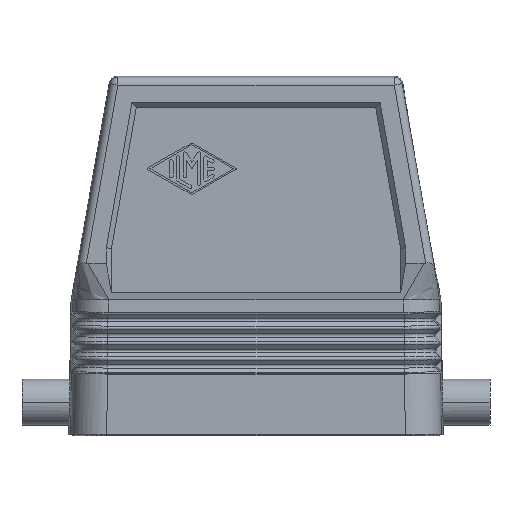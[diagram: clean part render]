
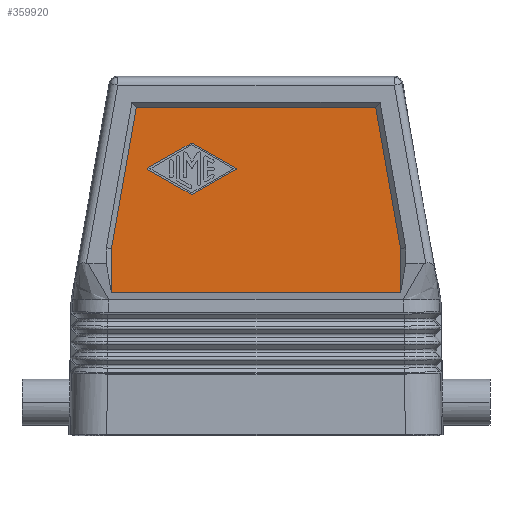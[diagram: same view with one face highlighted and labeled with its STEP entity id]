
A CAD part, left-side view. The second image highlights one B-rep face of the part: STEP entity #359920.
In plain terms, the highlighted planar face has unit normal (-1, 0, 0).
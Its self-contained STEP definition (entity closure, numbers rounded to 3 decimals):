
#31430=CARTESIAN_POINT('',(74.12,54.827,
50.993));
#31440=DIRECTION('',(1.,0.,0.));
#31450=DIRECTION('',(0.,1.,0.));
#31460=AXIS2_PLACEMENT_3D('',#31430,#31440,#31450);
#31470=PLANE('',#31460);
#207530=CARTESIAN_POINT('',(74.12,-0.759,
27.871));
#207540=VERTEX_POINT('',#207530);
#207570=CARTESIAN_POINT('',(74.12,-0.759,
34.229));
#207580=DIRECTION('',(0.,0.,1.));
#207590=VECTOR('',#207580,1.);
#207600=LINE('',#207570,#207590);
#207610=CARTESIAN_POINT('',(74.12,-0.759,
36.494));
#207620=VERTEX_POINT('',#207610);
#207630=EDGE_CURVE('',#207540,#207620,#207600,.T.);
#265060=CARTESIAN_POINT('',(74.12,-1.158,
34.229));
#265070=DIRECTION('',(0.,0.174,0.985));
#265080=VECTOR('',#265070,1.);
#265090=LINE('',#265060,#265080);
#265100=CARTESIAN_POINT('',(74.12,4.087,
64.));
#265110=VERTEX_POINT('',#265100);
#265120=EDGE_CURVE('',#207620,#265110,#265090,.T.);
#357810=CARTESIAN_POINT('',(74.12,25.163,
64.));
#357820=DIRECTION('',(0.,1.,0.));
#357830=VECTOR('',#357820,1.);
#357840=LINE('',#357810,#357830);
#357850=CARTESIAN_POINT('',(74.12,50.734,
64.));
#357860=VERTEX_POINT('',#357850);
#357870=EDGE_CURVE('',#265110,#357860,#357840,.T.);
#358190=CARTESIAN_POINT('',(74.12,55.979,
34.229));
#358200=DIRECTION('',(0.,-0.174,0.985));
#358210=VECTOR('',#358200,1.);
#358220=LINE('',#358190,#358210);
#358230=CARTESIAN_POINT('',(74.12,55.579,
36.5));
#358240=VERTEX_POINT('',#358230);
#358250=EDGE_CURVE('',#358240,#357860,#358220,.T.);
#358760=CARTESIAN_POINT('',(74.12,55.579,
34.229));
#358770=DIRECTION('',(0.,0.,1.));
#358780=VECTOR('',#358770,1.);
#358790=LINE('',#358760,#358780);
#358800=CARTESIAN_POINT('',(74.12,55.579,
27.871));
#358810=VERTEX_POINT('',#358800);
#358820=EDGE_CURVE('',#358810,#358240,#358790,.T.);
#359090=CARTESIAN_POINT('',(74.12,31.407,52.));
#359100=DIRECTION('',(-1.,0.,0.));
#359110=DIRECTION('',(0.,-1.,0.));
#359120=AXIS2_PLACEMENT_3D('',#359090,#359100,#359110);
#359130=CIRCLE('',#359120,0.167);
#359140=CARTESIAN_POINT('',(74.12,31.324,
51.855));
#359150=VERTEX_POINT('',#359140);
#359160=CARTESIAN_POINT('',(74.12,31.324,
52.145));
#359170=VERTEX_POINT('',#359160);
#359180=EDGE_CURVE('',#359150,#359170,#359130,.T.);
#359190=ORIENTED_EDGE('',*,*,#359180,.F.);
#359200=CARTESIAN_POINT('',(74.12,25.163,
48.623));
#359210=DIRECTION('',(0.,0.868,0.496));
#359220=VECTOR('',#359210,1.);
#359230=LINE('',#359200,#359220);
#359240=CARTESIAN_POINT('',(74.12,39.74,
56.956));
#359250=VERTEX_POINT('',#359240);
#359260=EDGE_CURVE('',#359170,#359250,#359230,.T.);
#359270=ORIENTED_EDGE('',*,*,#359260,.F.);
#359280=CARTESIAN_POINT('',(74.12,39.906,56.666));
#359290=DIRECTION('',(-1.,0.,0.));
#359300=DIRECTION('',(0.,-1.,0.));
#359310=AXIS2_PLACEMENT_3D('',#359280,#359290,#359300);
#359320=CIRCLE('',#359310,0.333);
#359330=CARTESIAN_POINT('',(74.12,40.071,
56.956));
#359340=VERTEX_POINT('',#359330);
#359350=EDGE_CURVE('',#359250,#359340,#359320,.T.);
#359360=ORIENTED_EDGE('',*,*,#359350,.F.);
#359370=CARTESIAN_POINT('',(74.12,25.163,
65.477));
#359380=DIRECTION('',(0.,0.868,-0.496));
#359390=VECTOR('',#359380,1.);
#359400=LINE('',#359370,#359390);
#359410=CARTESIAN_POINT('',(74.12,48.487,
52.145));
#359420=VERTEX_POINT('',#359410);
#359430=EDGE_CURVE('',#359340,#359420,#359400,.T.);
#359440=ORIENTED_EDGE('',*,*,#359430,.F.);
#359450=CARTESIAN_POINT('',(74.12,48.405,52.));
#359460=DIRECTION('',(-1.,0.,0.));
#359470=DIRECTION('',(0.,-1.,0.));
#359480=AXIS2_PLACEMENT_3D('',#359450,#359460,#359470);
#359490=CIRCLE('',#359480,0.167);
#359500=CARTESIAN_POINT('',(74.12,48.487,
51.855));
#359510=VERTEX_POINT('',#359500);
#359520=EDGE_CURVE('',#359420,#359510,#359490,.T.);
#359530=ORIENTED_EDGE('',*,*,#359520,.F.);
#359540=CARTESIAN_POINT('',(74.12,25.163,
38.523));
#359550=DIRECTION('',(0.,-0.868,-0.496));
#359560=VECTOR('',#359550,1.);
#359570=LINE('',#359540,#359560);
#359580=CARTESIAN_POINT('',(74.12,40.071,
47.044));
#359590=VERTEX_POINT('',#359580);
#359600=EDGE_CURVE('',#359510,#359590,#359570,.T.);
#359610=ORIENTED_EDGE('',*,*,#359600,.F.);
#359620=CARTESIAN_POINT('',(74.12,39.906,47.334));
#359630=DIRECTION('',(-1.,0.,0.));
#359640=DIRECTION('',(0.,-1.,0.));
#359650=AXIS2_PLACEMENT_3D('',#359620,#359630,#359640);
#359660=CIRCLE('',#359650,0.333);
#359670=CARTESIAN_POINT('',(74.12,39.74,
47.044));
#359680=VERTEX_POINT('',#359670);
#359690=EDGE_CURVE('',#359590,#359680,#359660,.T.);
#359700=ORIENTED_EDGE('',*,*,#359690,.F.);
#359710=CARTESIAN_POINT('',(74.12,25.163,
55.377));
#359720=DIRECTION('',(0.,-0.868,0.496));
#359730=VECTOR('',#359720,1.);
#359740=LINE('',#359710,#359730);
#359750=EDGE_CURVE('',#359680,#359150,#359740,.T.);
#359760=ORIENTED_EDGE('',*,*,#359750,.F.);
#359770=EDGE_LOOP('',(#359760,#359700,#359610,#359530,#359440,#359360,
#359270,#359190));
#359780=FACE_BOUND('',#359770,.T.);
#359790=ORIENTED_EDGE('',*,*,#358820,.F.);
#359800=ORIENTED_EDGE('',*,*,#358250,.F.);
#359810=ORIENTED_EDGE('',*,*,#357870,.T.);
#359820=ORIENTED_EDGE('',*,*,#265120,.T.);
#359830=ORIENTED_EDGE('',*,*,#207630,.T.);
#359840=CARTESIAN_POINT('',(74.12,25.163,
27.871));
#359850=DIRECTION('',(0.,1.,0.));
#359860=VECTOR('',#359850,1.);
#359870=LINE('',#359840,#359860);
#359880=EDGE_CURVE('',#207540,#358810,#359870,.T.);
#359890=ORIENTED_EDGE('',*,*,#359880,.F.);
#359900=EDGE_LOOP('',(#359890,#359830,#359820,#359810,#359800,#359790));
#359910=FACE_OUTER_BOUND('',#359900,.T.);
#359920=ADVANCED_FACE('',(#359780,#359910),#31470,.F.);
